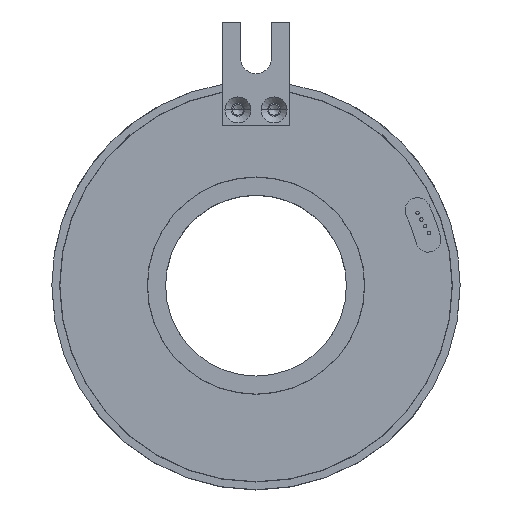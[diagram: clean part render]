
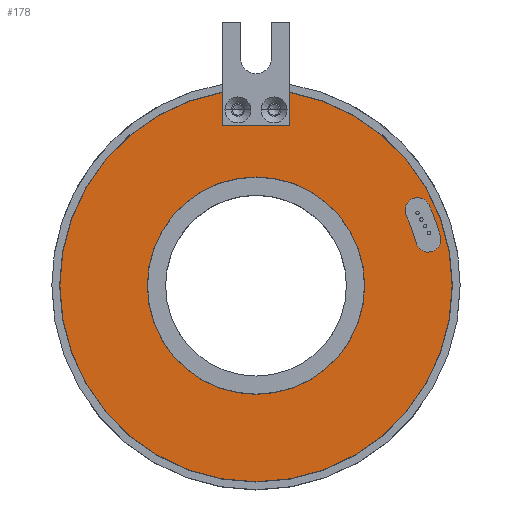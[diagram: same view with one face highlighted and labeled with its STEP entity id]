
A CAD part, top view. The second image highlights one B-rep face of the part: STEP entity #178.
In plain terms, the highlighted planar face has unit normal (0, 0, 1).
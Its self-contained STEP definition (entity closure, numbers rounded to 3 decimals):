
#43=PLANE('',#1755);
#83=FACE_BOUND('',#425,.T.);
#84=FACE_BOUND('',#426,.T.);
#85=FACE_BOUND('',#427,.T.);
#178=ADVANCED_FACE('',(#83,#84,#85),#43,.T.);
#425=EDGE_LOOP('',(#856,#857,#858,#859,#860));
#426=EDGE_LOOP('',(#861,#862));
#427=EDGE_LOOP('',(#863,#864,#865,#866,#867,#868));
#580=LINE('',#3048,#680);
#581=LINE('',#3051,#681);
#582=LINE('',#3053,#682);
#680=VECTOR('',#2121,1.);
#681=VECTOR('',#2124,1.);
#682=VECTOR('',#2125,1.);
#856=ORIENTED_EDGE('',*,*,#1450,.F.);
#857=ORIENTED_EDGE('',*,*,#1451,.F.);
#858=ORIENTED_EDGE('',*,*,#1386,.F.);
#859=ORIENTED_EDGE('',*,*,#1452,.F.);
#860=ORIENTED_EDGE('',*,*,#1453,.F.);
#861=ORIENTED_EDGE('',*,*,#1454,.F.);
#862=ORIENTED_EDGE('',*,*,#1346,.F.);
#863=ORIENTED_EDGE('',*,*,#1455,.F.);
#864=ORIENTED_EDGE('',*,*,#1332,.T.);
#865=ORIENTED_EDGE('',*,*,#1456,.T.);
#866=ORIENTED_EDGE('',*,*,#1334,.T.);
#867=ORIENTED_EDGE('',*,*,#1457,.F.);
#868=ORIENTED_EDGE('',*,*,#1458,.F.);
#1184=VERTEX_POINT('',#2424);
#1185=VERTEX_POINT('',#2426);
#1186=VERTEX_POINT('',#2428);
#1187=VERTEX_POINT('',#2430);
#1198=VERTEX_POINT('',#2455);
#1199=VERTEX_POINT('',#2457);
#1236=VERTEX_POINT('',#2544);
#1237=VERTEX_POINT('',#2546);
#1292=VERTEX_POINT('',#3041);
#1293=VERTEX_POINT('',#3042);
#1294=VERTEX_POINT('',#3045);
#1295=VERTEX_POINT('',#3049);
#1296=VERTEX_POINT('',#3052);
#1332=EDGE_CURVE('',#1185,#1184,#1555,.T.);
#1334=EDGE_CURVE('',#1187,#1186,#1557,.T.);
#1346=EDGE_CURVE('',#1198,#1199,#1563,.T.);
#1386=EDGE_CURVE('',#1236,#1237,#1581,.T.);
#1450=EDGE_CURVE('',#1292,#1293,#1604,.T.);
#1451=EDGE_CURVE('',#1237,#1292,#1605,.T.);
#1452=EDGE_CURVE('',#1294,#1236,#1606,.T.);
#1453=EDGE_CURVE('',#1293,#1294,#1607,.T.);
#1454=EDGE_CURVE('',#1199,#1198,#1608,.T.);
#1455=EDGE_CURVE('',#1185,#1295,#580,.T.);
#1456=EDGE_CURVE('',#1184,#1187,#1609,.T.);
#1457=EDGE_CURVE('',#1296,#1186,#581,.T.);
#1458=EDGE_CURVE('',#1295,#1296,#582,.T.);
#1555=CIRCLE('',#1670,75.9);
#1557=CIRCLE('',#1672,75.9);
#1563=CIRCLE('',#1681,42.05);
#1581=CIRCLE('',#1710,4.885);
#1604=CIRCLE('',#1749,4.885);
#1605=CIRCLE('',#1750,73.885);
#1606=CIRCLE('',#1751,4.885);
#1607=CIRCLE('',#1752,64.115);
#1608=CIRCLE('',#1753,42.05);
#1609=CIRCLE('',#1754,75.9);
#1670=AXIS2_PLACEMENT_3D('',#2425,#1896,#1897);
#1672=AXIS2_PLACEMENT_3D('',#2429,#1900,#1901);
#1681=AXIS2_PLACEMENT_3D('',#2456,#1924,#1925);
#1710=AXIS2_PLACEMENT_3D('',#2545,#2004,#2005);
#1749=AXIS2_PLACEMENT_3D('',#3040,#2111,#2112);
#1750=AXIS2_PLACEMENT_3D('',#3043,#2113,#2114);
#1751=AXIS2_PLACEMENT_3D('',#3044,#2115,#2116);
#1752=AXIS2_PLACEMENT_3D('',#3046,#2117,#2118);
#1753=AXIS2_PLACEMENT_3D('',#3047,#2119,#2120);
#1754=AXIS2_PLACEMENT_3D('',#3050,#2122,#2123);
#1755=AXIS2_PLACEMENT_3D('',#3054,#2126,#2127);
#1896=DIRECTION('',(0.,0.,1.));
#1897=DIRECTION('',(1.,0.,0.));
#1900=DIRECTION('',(0.,0.,1.));
#1901=DIRECTION('',(1.,0.,0.));
#1924=DIRECTION('',(0.,0.,1.));
#1925=DIRECTION('',(1.,0.,0.));
#2004=DIRECTION('',(0.,0.,1.));
#2005=DIRECTION('',(-1.,0.,0.));
#2111=DIRECTION('',(0.,0.,1.));
#2112=DIRECTION('',(1.,0.,0.));
#2113=DIRECTION('',(0.,0.,1.));
#2114=DIRECTION('',(1.,0.,0.));
#2115=DIRECTION('',(0.,0.,1.));
#2116=DIRECTION('',(-1.,0.,0.));
#2117=DIRECTION('',(0.,0.,-1.));
#2118=DIRECTION('',(1.,0.,0.));
#2119=DIRECTION('',(0.,0.,1.));
#2120=DIRECTION('',(1.,0.,0.));
#2121=DIRECTION('',(0.,-1.,0.));
#2122=DIRECTION('',(0.,0.,1.));
#2123=DIRECTION('',(1.,0.,0.));
#2124=DIRECTION('',(0.,1.,0.));
#2125=DIRECTION('',(1.,0.,0.));
#2126=DIRECTION('',(0.,0.,1.));
#2127=DIRECTION('',(-1.,0.,0.));
#2424=CARTESIAN_POINT('',(-75.9,0.,60.));
#2425=CARTESIAN_POINT('',(0.,0.,60.));
#2426=CARTESIAN_POINT('',(-13.,74.778,60.));
#2428=CARTESIAN_POINT('',(13.,74.778,60.));
#2429=CARTESIAN_POINT('',(0.,0.,60.));
#2430=CARTESIAN_POINT('',(75.9,0.,60.));
#2455=CARTESIAN_POINT('',(-42.05,0.,60.));
#2456=CARTESIAN_POINT('',(0.,0.,60.));
#2457=CARTESIAN_POINT('',(42.05,0.,60.));
#2544=CARTESIAN_POINT('',(71.534,17.859,60.));
#2545=CARTESIAN_POINT('',(66.649,17.859,60.));
#2546=CARTESIAN_POINT('',(71.367,19.123,60.));
#3040=CARTESIAN_POINT('',(62.535,29.161,60.));
#3041=CARTESIAN_POINT('',(66.963,31.225,60.));
#3042=CARTESIAN_POINT('',(58.108,27.096,60.));
#3043=CARTESIAN_POINT('',(0.,0.,60.));
#3044=CARTESIAN_POINT('',(66.649,17.859,60.));
#3045=CARTESIAN_POINT('',(61.93,16.594,60.));
#3046=CARTESIAN_POINT('',(0.,0.,60.));
#3047=CARTESIAN_POINT('',(0.,0.,60.));
#3048=CARTESIAN_POINT('',(-13.,62.,60.));
#3049=CARTESIAN_POINT('',(-13.,62.,60.));
#3050=CARTESIAN_POINT('',(0.,0.,60.));
#3051=CARTESIAN_POINT('',(13.,102.,60.));
#3052=CARTESIAN_POINT('',(13.,62.,60.));
#3053=CARTESIAN_POINT('',(13.,62.,60.));
#3054=CARTESIAN_POINT('',(0.,0.,60.));
